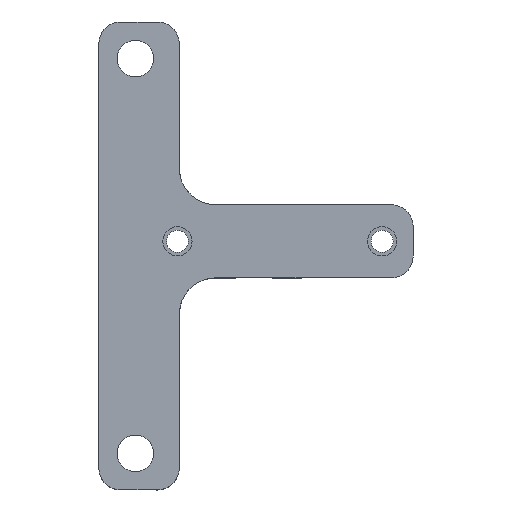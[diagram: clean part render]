
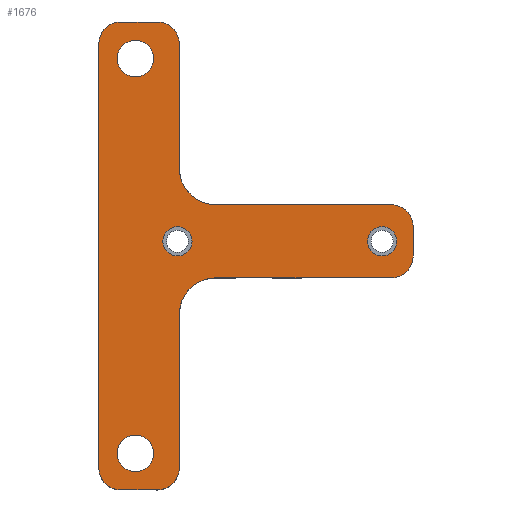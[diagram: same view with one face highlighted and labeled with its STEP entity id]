
A CAD part, top view. The second image highlights one B-rep face of the part: STEP entity #1676.
In plain terms, the highlighted planar face has unit normal (0, 0, 1).
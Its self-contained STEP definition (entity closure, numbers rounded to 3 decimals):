
#27=FACE_BOUND('',#265,.T.);
#28=FACE_BOUND('',#266,.T.);
#29=FACE_BOUND('',#267,.T.);
#30=FACE_BOUND('',#268,.T.);
#70=PLANE('',#1837);
#164=FACE_OUTER_BOUND('',#264,.T.);
#264=EDGE_LOOP('',(#1430,#1431,#1432,#1433,#1434,#1435,#1436,#1437,#1438,
#1439,#1440,#1441,#1442,#1443,#1444,#1445));
#265=EDGE_LOOP('',(#1446));
#266=EDGE_LOOP('',(#1447));
#267=EDGE_LOOP('',(#1448));
#268=EDGE_LOOP('',(#1449));
#410=LINE('',#2747,#564);
#413=LINE('',#2753,#567);
#414=LINE('',#2757,#568);
#415=LINE('',#2761,#569);
#416=LINE('',#2765,#570);
#417=LINE('',#2769,#571);
#418=LINE('',#2773,#572);
#419=LINE('',#2777,#573);
#564=VECTOR('',#2249,10.);
#567=VECTOR('',#2254,10.);
#568=VECTOR('',#2257,10.);
#569=VECTOR('',#2260,10.);
#570=VECTOR('',#2263,10.);
#571=VECTOR('',#2266,10.);
#572=VECTOR('',#2269,10.);
#573=VECTOR('',#2272,10.);
#657=CIRCLE('',#1829,2.);
#659=CIRCLE('',#1832,2.);
#661=CIRCLE('',#1835,3.);
#662=CIRCLE('',#1838,3.);
#663=CIRCLE('',#1839,5.);
#664=CIRCLE('',#1840,3.);
#665=CIRCLE('',#1841,3.);
#666=CIRCLE('',#1842,3.);
#667=CIRCLE('',#1843,3.);
#668=CIRCLE('',#1844,5.);
#669=CIRCLE('',#1845,2.5);
#670=CIRCLE('',#1846,2.5);
#799=VERTEX_POINT('',#2727);
#801=VERTEX_POINT('',#2733);
#804=VERTEX_POINT('',#2740);
#805=VERTEX_POINT('',#2742);
#806=VERTEX_POINT('',#2746);
#808=VERTEX_POINT('',#2752);
#809=VERTEX_POINT('',#2754);
#810=VERTEX_POINT('',#2756);
#811=VERTEX_POINT('',#2758);
#812=VERTEX_POINT('',#2760);
#813=VERTEX_POINT('',#2762);
#814=VERTEX_POINT('',#2764);
#815=VERTEX_POINT('',#2766);
#816=VERTEX_POINT('',#2768);
#817=VERTEX_POINT('',#2770);
#818=VERTEX_POINT('',#2772);
#819=VERTEX_POINT('',#2774);
#820=VERTEX_POINT('',#2776);
#821=VERTEX_POINT('',#2779);
#822=VERTEX_POINT('',#2781);
#1014=EDGE_CURVE('',#799,#799,#657,.F.);
#1017=EDGE_CURVE('',#801,#801,#659,.F.);
#1020=EDGE_CURVE('',#804,#805,#661,.F.);
#1022=EDGE_CURVE('',#806,#805,#410,.F.);
#1025=EDGE_CURVE('',#804,#808,#413,.T.);
#1026=EDGE_CURVE('',#809,#808,#662,.F.);
#1027=EDGE_CURVE('',#809,#810,#414,.F.);
#1028=EDGE_CURVE('',#811,#810,#663,.F.);
#1029=EDGE_CURVE('',#811,#812,#415,.F.);
#1030=EDGE_CURVE('',#813,#812,#664,.F.);
#1031=EDGE_CURVE('',#813,#814,#416,.T.);
#1032=EDGE_CURVE('',#815,#814,#665,.F.);
#1033=EDGE_CURVE('',#815,#816,#417,.T.);
#1034=EDGE_CURVE('',#817,#816,#666,.F.);
#1035=EDGE_CURVE('',#817,#818,#418,.T.);
#1036=EDGE_CURVE('',#819,#818,#667,.F.);
#1037=EDGE_CURVE('',#819,#820,#419,.F.);
#1038=EDGE_CURVE('',#806,#820,#668,.F.);
#1039=EDGE_CURVE('',#821,#821,#669,.T.);
#1040=EDGE_CURVE('',#822,#822,#670,.T.);
#1430=ORIENTED_EDGE('',*,*,#1020,.F.);
#1431=ORIENTED_EDGE('',*,*,#1025,.T.);
#1432=ORIENTED_EDGE('',*,*,#1026,.F.);
#1433=ORIENTED_EDGE('',*,*,#1027,.T.);
#1434=ORIENTED_EDGE('',*,*,#1028,.F.);
#1435=ORIENTED_EDGE('',*,*,#1029,.T.);
#1436=ORIENTED_EDGE('',*,*,#1030,.F.);
#1437=ORIENTED_EDGE('',*,*,#1031,.T.);
#1438=ORIENTED_EDGE('',*,*,#1032,.F.);
#1439=ORIENTED_EDGE('',*,*,#1033,.T.);
#1440=ORIENTED_EDGE('',*,*,#1034,.F.);
#1441=ORIENTED_EDGE('',*,*,#1035,.T.);
#1442=ORIENTED_EDGE('',*,*,#1036,.F.);
#1443=ORIENTED_EDGE('',*,*,#1037,.T.);
#1444=ORIENTED_EDGE('',*,*,#1038,.F.);
#1445=ORIENTED_EDGE('',*,*,#1022,.T.);
#1446=ORIENTED_EDGE('',*,*,#1014,.T.);
#1447=ORIENTED_EDGE('',*,*,#1017,.T.);
#1448=ORIENTED_EDGE('',*,*,#1039,.T.);
#1449=ORIENTED_EDGE('',*,*,#1040,.T.);
#1676=ADVANCED_FACE('',(#164,#27,#28,#29,#30),#70,.T.);
#1829=AXIS2_PLACEMENT_3D('',#2729,#2230,#2231);
#1832=AXIS2_PLACEMENT_3D('',#2735,#2237,#2238);
#1835=AXIS2_PLACEMENT_3D('',#2743,#2244,#2245);
#1837=AXIS2_PLACEMENT_3D('',#2751,#2252,#2253);
#1838=AXIS2_PLACEMENT_3D('',#2755,#2255,#2256);
#1839=AXIS2_PLACEMENT_3D('',#2759,#2258,#2259);
#1840=AXIS2_PLACEMENT_3D('',#2763,#2261,#2262);
#1841=AXIS2_PLACEMENT_3D('',#2767,#2264,#2265);
#1842=AXIS2_PLACEMENT_3D('',#2771,#2267,#2268);
#1843=AXIS2_PLACEMENT_3D('',#2775,#2270,#2271);
#1844=AXIS2_PLACEMENT_3D('',#2778,#2273,#2274);
#1845=AXIS2_PLACEMENT_3D('',#2780,#2275,#2276);
#1846=AXIS2_PLACEMENT_3D('',#2782,#2277,#2278);
#2230=DIRECTION('center_axis',(0.,0.,
1.));
#2231=DIRECTION('ref_axis',(-1.,0.,0.));
#2237=DIRECTION('center_axis',(0.,0.,
1.));
#2238=DIRECTION('ref_axis',(-1.,0.,0.));
#2244=DIRECTION('center_axis',(0.,0.,
1.));
#2245=DIRECTION('ref_axis',(0.707,-0.707,0.));
#2249=DIRECTION('',(-1.,0.,0.));
#2252=DIRECTION('center_axis',(0.,0.,
1.));
#2253=DIRECTION('ref_axis',(-1.,0.,0.));
#2254=DIRECTION('',(0.,1.,0.));
#2255=DIRECTION('center_axis',(0.,0.,
1.));
#2256=DIRECTION('ref_axis',(0.707,0.707,0.));
#2257=DIRECTION('',(1.,0.,0.));
#2258=DIRECTION('center_axis',(0.,0.,
-1.));
#2259=DIRECTION('ref_axis',(-0.707,-0.707,0.));
#2260=DIRECTION('',(0.,-1.,0.));
#2261=DIRECTION('center_axis',(0.,0.,
1.));
#2262=DIRECTION('ref_axis',(0.707,0.707,0.));
#2263=DIRECTION('',(-1.,0.,0.));
#2264=DIRECTION('center_axis',(0.,0.,
1.));
#2265=DIRECTION('ref_axis',(-0.707,0.707,0.));
#2266=DIRECTION('',(0.,-1.,0.));
#2267=DIRECTION('center_axis',(0.,0.,
1.));
#2268=DIRECTION('ref_axis',(-0.707,-0.707,0.));
#2269=DIRECTION('',(1.,0.,0.));
#2270=DIRECTION('center_axis',(0.,0.,
1.));
#2271=DIRECTION('ref_axis',(0.707,-0.707,0.));
#2272=DIRECTION('',(0.,-1.,0.));
#2273=DIRECTION('center_axis',(0.,0.,
-1.));
#2274=DIRECTION('ref_axis',(-0.707,0.707,0.));
#2275=DIRECTION('center_axis',(0.,0.,
-1.));
#2276=DIRECTION('ref_axis',(-1.,0.,0.));
#2277=DIRECTION('center_axis',(0.,0.,
-1.));
#2278=DIRECTION('ref_axis',(-1.,0.,0.));
#2727=CARTESIAN_POINT('',(29.589,2.132,166.978));
#2729=CARTESIAN_POINT('Origin',(27.589,2.132,166.978));
#2733=CARTESIAN_POINT('',(57.589,2.132,166.978));
#2735=CARTESIAN_POINT('Origin',(55.589,2.132,166.978));
#2740=CARTESIAN_POINT('',(59.839,0.132,166.978));
#2742=CARTESIAN_POINT('',(56.839,-2.868,166.978));
#2743=CARTESIAN_POINT('Origin',(56.839,0.132,166.978));
#2746=CARTESIAN_POINT('',(32.839,-2.868,166.978));
#2747=CARTESIAN_POINT('',(33.089,-2.868,166.978));
#2751=CARTESIAN_POINT('Origin',(38.339,-3.868,166.978));
#2752=CARTESIAN_POINT('',(59.839,4.132,166.978));
#2753=CARTESIAN_POINT('',(59.839,-17.868,166.978));
#2754=CARTESIAN_POINT('',(56.839,7.132,166.978));
#2755=CARTESIAN_POINT('Origin',(56.839,4.132,166.978));
#2756=CARTESIAN_POINT('',(32.839,7.132,166.978));
#2757=CARTESIAN_POINT('',(52.089,7.132,166.978));
#2758=CARTESIAN_POINT('',(27.839,12.132,166.978));
#2759=CARTESIAN_POINT('Origin',(32.839,12.132,166.978));
#2760=CARTESIAN_POINT('',(27.839,29.132,166.978));
#2761=CARTESIAN_POINT('',(27.839,2.132,166.978));
#2762=CARTESIAN_POINT('',(24.839,32.132,166.978));
#2763=CARTESIAN_POINT('Origin',(24.839,29.132,166.978));
#2764=CARTESIAN_POINT('',(19.839,32.132,166.978));
#2765=CARTESIAN_POINT('',(52.089,32.132,166.978));
#2766=CARTESIAN_POINT('',(16.839,29.132,166.978));
#2767=CARTESIAN_POINT('Origin',(19.839,29.132,166.978));
#2768=CARTESIAN_POINT('',(16.839,-28.868,166.978));
#2769=CARTESIAN_POINT('',(16.839,14.132,166.978));
#2770=CARTESIAN_POINT('',(19.839,-31.868,166.978));
#2771=CARTESIAN_POINT('Origin',(19.839,-28.868,166.978));
#2772=CARTESIAN_POINT('',(24.839,-31.868,166.978));
#2773=CARTESIAN_POINT('',(27.589,-31.868,166.978));
#2774=CARTESIAN_POINT('',(27.839,-28.868,166.978));
#2775=CARTESIAN_POINT('Origin',(24.839,-28.868,166.978));
#2776=CARTESIAN_POINT('',(27.839,-7.868,166.978));
#2777=CARTESIAN_POINT('',(27.839,-17.868,166.978));
#2778=CARTESIAN_POINT('Origin',(32.839,-7.868,166.978));
#2779=CARTESIAN_POINT('',(24.339,-26.868,166.978));
#2780=CARTESIAN_POINT('Origin',(21.839,-26.868,166.978));
#2781=CARTESIAN_POINT('',(24.339,27.132,166.978));
#2782=CARTESIAN_POINT('Origin',(21.839,27.132,166.978));
